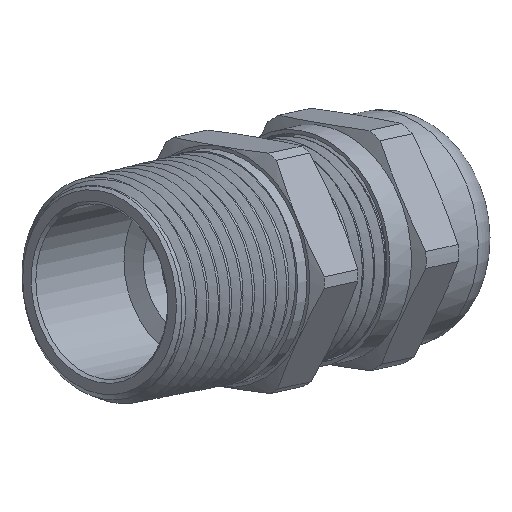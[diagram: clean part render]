
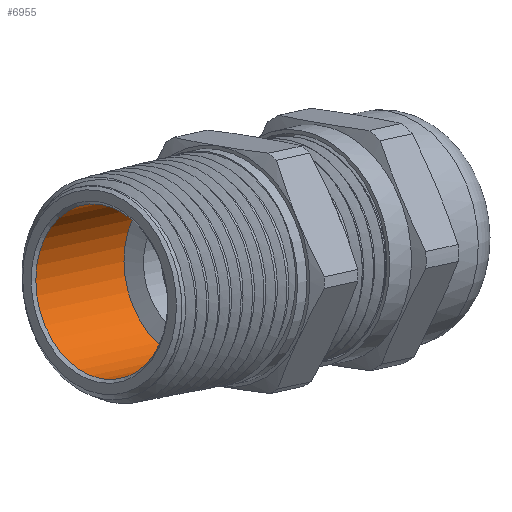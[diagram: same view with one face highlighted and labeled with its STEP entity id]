
A CAD part, isometric view. The second image highlights one B-rep face of the part: STEP entity #6955.
In plain terms, the highlighted cylindrical face has radius 7.98 mm (diameter 15.96 mm), a full revolution.
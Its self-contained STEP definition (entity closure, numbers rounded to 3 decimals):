
#215=FACE_BOUND('',#1419,.T.);
#258=CYLINDRICAL_SURFACE('',#7942,7.98);
#618=CIRCLE('',#7941,7.98);
#619=CIRCLE('',#7943,7.98);
#1011=FACE_OUTER_BOUND('',#1418,.T.);
#1418=EDGE_LOOP('',(#6197));
#1419=EDGE_LOOP('',(#6198));
#3066=VERTEX_POINT('',#15512);
#3067=VERTEX_POINT('',#15515);
#4127=EDGE_CURVE('',#3066,#3066,#618,.T.);
#4128=EDGE_CURVE('',#3067,#3067,#619,.T.);
#6197=ORIENTED_EDGE('',*,*,#4127,.T.);
#6198=ORIENTED_EDGE('',*,*,#4128,.F.);
#6955=ADVANCED_FACE('',(#1011,#215),#258,.F.);
#7941=AXIS2_PLACEMENT_3D('',#15513,#10020,#10021);
#7942=AXIS2_PLACEMENT_3D('',#15514,#10022,#10023);
#7943=AXIS2_PLACEMENT_3D('',#15516,#10024,#10025);
#10020=DIRECTION('center_axis',(1.,0.,0.));
#10021=DIRECTION('ref_axis',(0.,0.,-1.));
#10022=DIRECTION('center_axis',(1.,0.,0.));
#10023=DIRECTION('ref_axis',(0.,1.,0.));
#10024=DIRECTION('center_axis',(1.,0.,0.));
#10025=DIRECTION('ref_axis',(0.,0.,-1.));
#15512=CARTESIAN_POINT('',(-0.3,7.98,0.));
#15513=CARTESIAN_POINT('Origin',(-0.3,0.,0.));
#15514=CARTESIAN_POINT('Origin',(-6.205,0.,0.));
#15515=CARTESIAN_POINT('',(-12.11,7.98,0.));
#15516=CARTESIAN_POINT('Origin',(-12.11,0.,0.));
